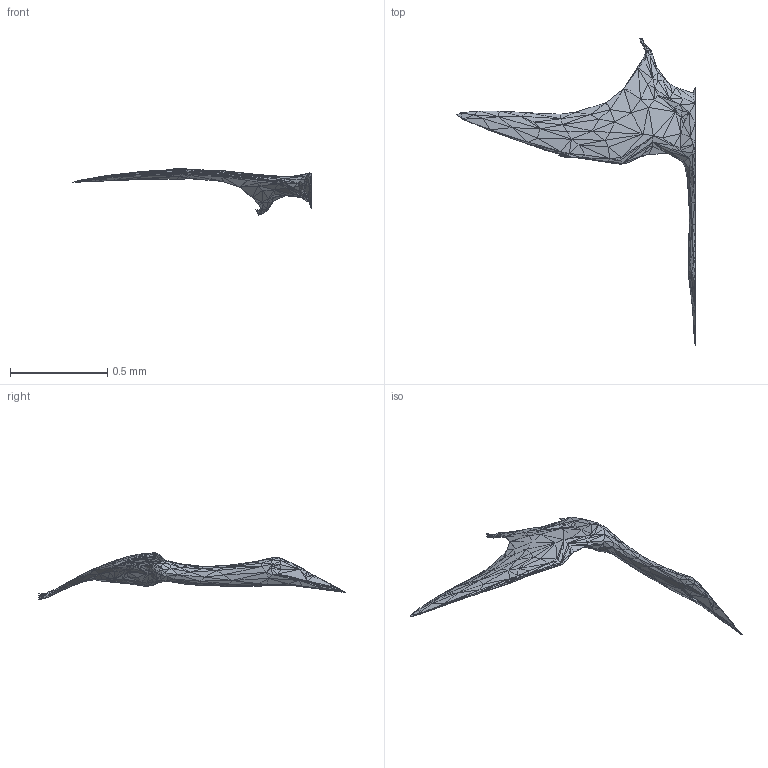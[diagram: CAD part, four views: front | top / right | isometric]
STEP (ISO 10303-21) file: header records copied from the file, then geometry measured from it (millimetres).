
FILE_DESCRIPTION(('FreeCAD Model'),'2;1');
FILE_NAME('Open CASCADE Shape Model','2023-02-22T00:19:05',('Author'),( ''),'Open CASCADE STEP processor 7.6','FreeCAD','Unknown');
FILE_SCHEMA(('AUTOMOTIVE_DESIGN { 1 0 10303 214 1 1 1 1 }'));
Length unit declared in the file: millimetre
Products named in the file (1): half_ptero_reducedx2001
Bounding box: 1.23 x 1.58 x 0.24 mm (x, y, z)
Surface area: 1 mm2 (no closed solid volume)
Topology: 0 solids, 798 shells, 798 faces, 2394 edges, 2394 vertices
Faces by surface type: plane 798
Entity records: 51091 total; most frequent: CARTESIAN_POINT 7981, DIRECTION 6386, LINE 4788, VECTOR 4788, ORIENTED_EDGE 2394, EDGE_CURVE 2394, VERTEX_POINT 2394, SURFACE_CURVE 2394
